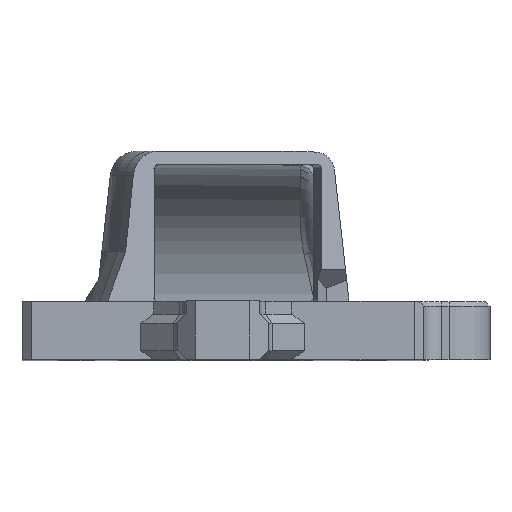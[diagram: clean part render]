
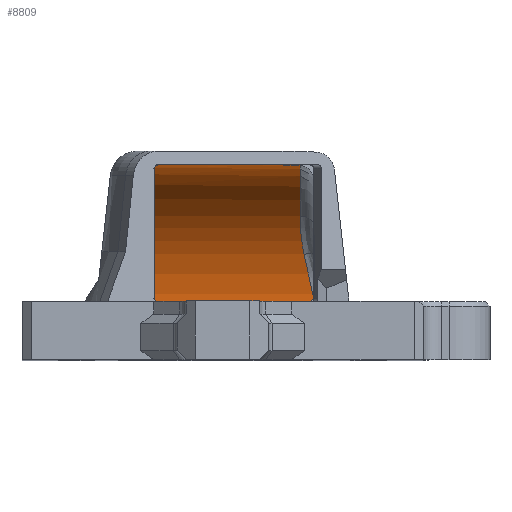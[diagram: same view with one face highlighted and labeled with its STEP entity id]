
A CAD part, top view. The second image highlights one B-rep face of the part: STEP entity #8809.
In plain terms, the highlighted cylindrical face has radius 16.5 mm (diameter 33 mm), a partial arc.
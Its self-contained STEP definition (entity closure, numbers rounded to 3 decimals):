
#190=B_SPLINE_CURVE_WITH_KNOTS('',3,(#13765,#13766,#13767,#13768,#13769,
#13770,#13771,#13772,#13773,#13774),.UNSPECIFIED.,.F.,.F.,(4,3,3,4),(0.,
0.002,0.003,0.005),
 .UNSPECIFIED.);
#203=B_SPLINE_CURVE_WITH_KNOTS('',3,(#15012,#15013,#15014,#15015),
 .UNSPECIFIED.,.F.,.F.,(4,4),(0.,0.),.UNSPECIFIED.);
#204=B_SPLINE_CURVE_WITH_KNOTS('',3,(#15095,#15096,#15097,#15098,#15099,
#15100,#15101,#15102,#15103,#15104),.UNSPECIFIED.,.F.,.F.,(4,3,3,4),(0.,
0.002,0.003,0.005),
 .UNSPECIFIED.);
#217=ELLIPSE('',#8944,16.882,16.5);
#221=ELLIPSE('',#8952,16.882,16.5);
#230=ELLIPSE('',#8979,39.042,16.5);
#274=CYLINDRICAL_SURFACE('',#9354,16.5);
#1061=FACE_OUTER_BOUND('',#1594,.T.);
#1594=EDGE_LOOP('',(#8346,#8347,#8348,#8349,#8350,#8351,#8352,#8353,#8354,
#8355,#8356));
#1655=CIRCLE('',#8968,16.5);
#1685=CIRCLE('',#9331,16.5);
#2358=LINE('',#13409,#3420);
#2732=LINE('',#14992,#3794);
#2742=LINE('',#15036,#3804);
#3420=VECTOR('',#10254,10.);
#3794=VECTOR('',#11348,1000.);
#3804=VECTOR('',#11394,1000.);
#4499=VERTEX_POINT('',#13371);
#4500=VERTEX_POINT('',#13405);
#4506=VERTEX_POINT('',#13472);
#4514=VERTEX_POINT('',#13503);
#4534=VERTEX_POINT('',#13727);
#4535=VERTEX_POINT('',#13738);
#4540=VERTEX_POINT('',#13903);
#4611=VERTEX_POINT('',#14886);
#4612=VERTEX_POINT('',#14991);
#4616=VERTEX_POINT('',#15011);
#4624=VERTEX_POINT('',#15078);
#5383=EDGE_CURVE('',#4499,#4500,#2358,.T.);
#5392=EDGE_CURVE('',#4506,#4499,#217,.T.);
#5403=EDGE_CURVE('',#4500,#4514,#221,.F.);
#5434=EDGE_CURVE('',#4535,#4534,#1655,.T.);
#5436=EDGE_CURVE('',#4514,#4535,#190,.T.);
#5448=EDGE_CURVE('',#4534,#4540,#230,.T.);
#5827=EDGE_CURVE('',#4612,#4611,#2732,.F.);
#5836=EDGE_CURVE('',#4616,#4612,#203,.F.);
#5848=EDGE_CURVE('',#4616,#4540,#2742,.T.);
#5859=EDGE_CURVE('',#4611,#4624,#1685,.F.);
#5862=EDGE_CURVE('',#4624,#4506,#204,.T.);
#8346=ORIENTED_EDGE('',*,*,#5848,.F.);
#8347=ORIENTED_EDGE('',*,*,#5836,.T.);
#8348=ORIENTED_EDGE('',*,*,#5827,.T.);
#8349=ORIENTED_EDGE('',*,*,#5859,.T.);
#8350=ORIENTED_EDGE('',*,*,#5862,.T.);
#8351=ORIENTED_EDGE('',*,*,#5392,.T.);
#8352=ORIENTED_EDGE('',*,*,#5383,.T.);
#8353=ORIENTED_EDGE('',*,*,#5403,.T.);
#8354=ORIENTED_EDGE('',*,*,#5436,.T.);
#8355=ORIENTED_EDGE('',*,*,#5434,.T.);
#8356=ORIENTED_EDGE('',*,*,#5448,.T.);
#8809=ADVANCED_FACE('',(#1061),#274,.F.);
#8944=AXIS2_PLACEMENT_3D('',#13473,#10265,#10266);
#8952=AXIS2_PLACEMENT_3D('',#13505,#10285,#10286);
#8968=AXIS2_PLACEMENT_3D('',#13739,#10324,#10325);
#8979=AXIS2_PLACEMENT_3D('',#13905,#10350,#10351);
#9331=AXIS2_PLACEMENT_3D('',#15079,#11425,#11426);
#9354=AXIS2_PLACEMENT_3D('',#15206,#11477,#11478);
#10254=DIRECTION('',(1.,0.,0.));
#10265=DIRECTION('center_axis',(-0.977,0.212,0.));
#10266=DIRECTION('ref_axis',(0.212,0.977,0.));
#10285=DIRECTION('center_axis',(-0.977,-0.212,0.));
#10286=DIRECTION('ref_axis',(0.212,-0.977,0.));
#10324=DIRECTION('center_axis',(1.,0.,0.));
#10325=DIRECTION('ref_axis',(0.,0.,
-1.));
#10350=DIRECTION('center_axis',(0.423,0.,
0.906));
#10351=DIRECTION('ref_axis',(0.906,0.,-0.423));
#11348=DIRECTION('',(1.,0.,0.));
#11394=DIRECTION('',(1.,0.,0.));
#11425=DIRECTION('center_axis',(1.,0.,0.));
#11426=DIRECTION('ref_axis',(0.,0.,
-1.));
#11477=DIRECTION('center_axis',(1.,0.,0.));
#11478=DIRECTION('ref_axis',(0.,0.,
-1.));
#13371=CARTESIAN_POINT('',(-10.399,0.,-41.));
#13405=CARTESIAN_POINT('',(10.399,0.,-41.));
#13409=CARTESIAN_POINT('',(-14.,0.,-41.));
#13472=CARTESIAN_POINT('',(-8.949,6.698,-39.579));
#13473=CARTESIAN_POINT('Origin',(-10.399,0.,
-24.5));
#13503=CARTESIAN_POINT('',(8.949,6.698,-39.579));
#13505=CARTESIAN_POINT('Origin',(10.399,0.,
-24.5));
#13727=CARTESIAN_POINT('',(8.5,16.443,-25.876));
#13738=CARTESIAN_POINT('',(8.5,10.902,-36.885));
#13739=CARTESIAN_POINT('Origin',(8.5,0.,-24.5));
#13765=CARTESIAN_POINT('Ctrl Pts',(8.949,6.698,-39.579));
#13766=CARTESIAN_POINT('Ctrl Pts',(8.839,7.207,-39.353));
#13767=CARTESIAN_POINT('Ctrl Pts',(8.752,7.702,-39.103));
#13768=CARTESIAN_POINT('Ctrl Pts',(8.686,8.183,-38.829));
#13769=CARTESIAN_POINT('Ctrl Pts',(8.616,8.685,-38.542));
#13770=CARTESIAN_POINT('Ctrl Pts',(8.569,9.173,-38.229));
#13771=CARTESIAN_POINT('Ctrl Pts',(8.539,9.644,-37.889));
#13772=CARTESIAN_POINT('Ctrl Pts',(8.512,10.077,-37.577));
#13773=CARTESIAN_POINT('Ctrl Pts',(8.5,10.496,-37.243));
#13774=CARTESIAN_POINT('Ctrl Pts',(8.5,10.902,-36.885));
#13903=CARTESIAN_POINT('',(5.55,16.5,-24.5));
#13905=CARTESIAN_POINT('Origin',(5.55,0.,-24.5));
#14886=CARTESIAN_POINT('',(-8.497,16.486,-24.901));
#14991=CARTESIAN_POINT('',(-8.357,16.495,-24.91));
#14992=CARTESIAN_POINT('',(-10.,16.495,-24.91));
#15011=CARTESIAN_POINT('',(-8.24,16.5,-24.5));
#15012=CARTESIAN_POINT('Ctrl Pts',(-8.357,16.495,-24.91));
#15013=CARTESIAN_POINT('Ctrl Pts',(-8.32,16.498,-24.773));
#15014=CARTESIAN_POINT('Ctrl Pts',(-8.281,16.5,-24.636));
#15015=CARTESIAN_POINT('Ctrl Pts',(-8.24,16.5,-24.5));
#15036=CARTESIAN_POINT('',(0.36,16.5,-24.5));
#15078=CARTESIAN_POINT('',(-8.5,10.902,-36.885));
#15079=CARTESIAN_POINT('Origin',(-8.5,0.,
-24.5));
#15095=CARTESIAN_POINT('Ctrl Pts',(-8.5,10.902,-36.885));
#15096=CARTESIAN_POINT('Ctrl Pts',(-8.5,10.455,-37.279));
#15097=CARTESIAN_POINT('Ctrl Pts',(-8.515,9.992,-37.644));
#15098=CARTESIAN_POINT('Ctrl Pts',(-8.548,9.513,-37.982));
#15099=CARTESIAN_POINT('Ctrl Pts',(-8.58,9.055,-38.306));
#15100=CARTESIAN_POINT('Ctrl Pts',(-8.629,8.582,-38.605));
#15101=CARTESIAN_POINT('Ctrl Pts',(-8.698,8.095,-38.879));
#15102=CARTESIAN_POINT('Ctrl Pts',(-8.763,7.641,-39.134));
#15103=CARTESIAN_POINT('Ctrl Pts',(-8.845,7.176,-39.367));
#15104=CARTESIAN_POINT('Ctrl Pts',(-8.949,6.698,-39.579));
#15206=CARTESIAN_POINT('Origin',(-10.,0.,-24.5));
